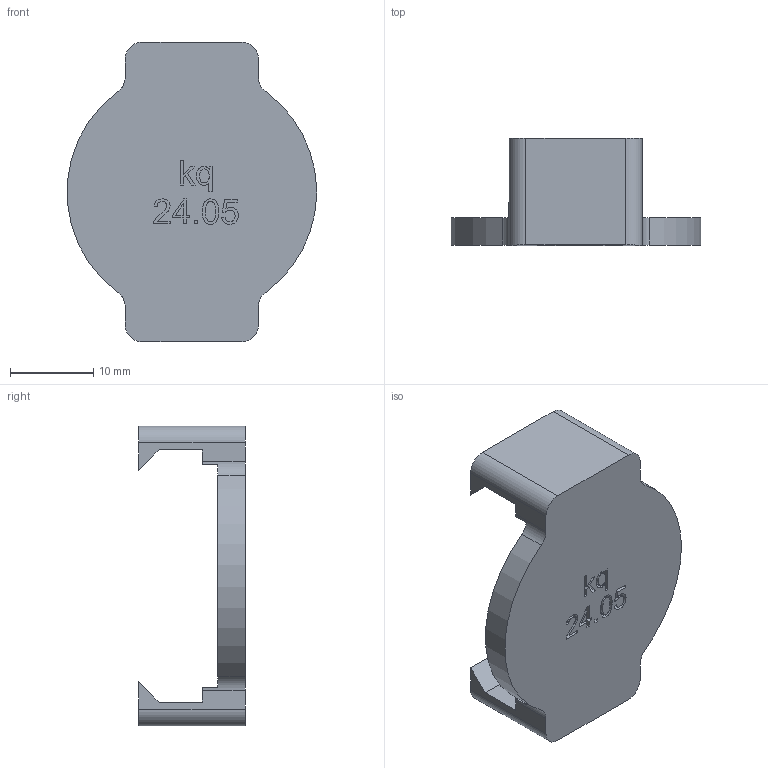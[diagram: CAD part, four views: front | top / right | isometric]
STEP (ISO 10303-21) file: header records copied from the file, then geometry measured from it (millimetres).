
FILE_DESCRIPTION(/* description */ (''),/* implementation_level */ '2;1');
FILE_NAME(/* name */ 'duoweisi-528332_programmer-retention-sled.step',/* time_stamp */ '2024-05-29T14:44:24-07:00',/* author */ (''),/* organization */ (''),/* preprocessor_version */ 'ST-DEVELOPER v20',/* originating_system */ 'Autodesk Translation Framework v13.14.0.145',/* authorisation */ '');
FILE_SCHEMA (('AUTOMOTIVE_DESIGN { 1 0 10303 214 3 1 1 }'));
Length unit declared in the file: millimetre
Products named in the file (3): new-832-programmer; programmer; retention-sled
Assembly tree (2 placements, depth 3):
  new-832-programmer
    programmer
      retention-sled
Bounding box: 29.95 x 12.8 x 36 mm (x, y, z)
Volume: 3736.8 mm3; surface area: 2914.1 mm2
Topology: 1 solids, 1 shells, 156 faces, 432 edges, 288 vertices
Faces by surface type: plane 74, bspline 71, cylinder 11
Entity records: 5755 total; most frequent: CARTESIAN_POINT 2158, ORIENTED_EDGE 864, DIRECTION 496, EDGE_CURVE 432, VERTEX_POINT 288, LINE 264, VECTOR 264, EDGE_LOOP 166
